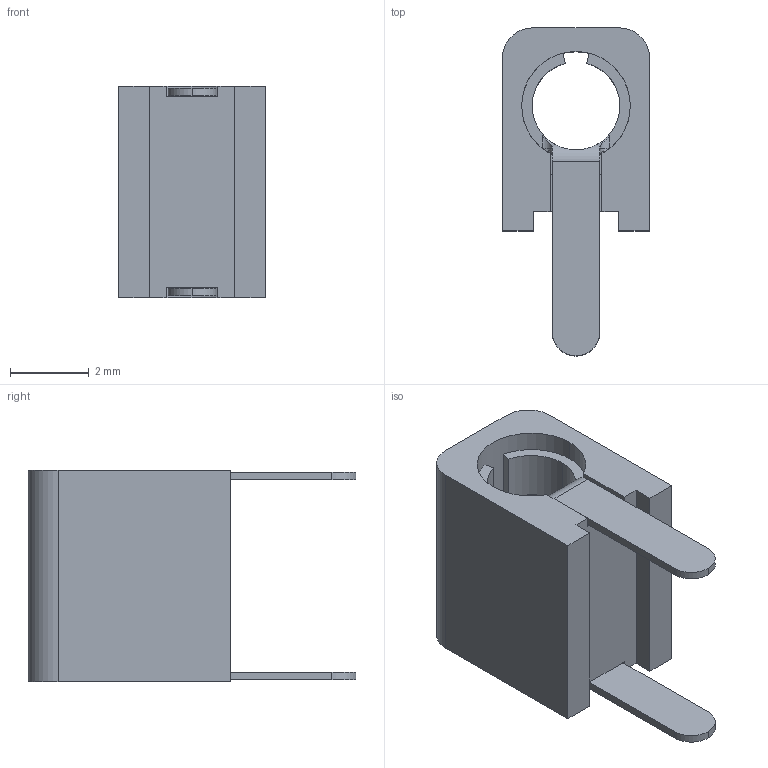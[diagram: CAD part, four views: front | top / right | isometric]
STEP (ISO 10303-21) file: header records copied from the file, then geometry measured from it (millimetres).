
FILE_DESCRIPTION (( 'STEP AP214' ), '1' );
FILE_NAME ('105-1102-001.STEP', '2018-10-23T21:21:31', ( '' ), ( '' ), 'SwSTEP 2.0', 'SolidWorks 2017', '' );
FILE_SCHEMA (( 'AUTOMOTIVE_DESIGN' ));
Length unit declared in the file: inch
Products named in the file (1): 105-1102-001
Bounding box: 3.73 x 8.33 x 5.38 mm (x, y, z)
Volume: 70.4 mm3; surface area: 243.5 mm2
Topology: 3 solids, 3 shells, 78 faces, 220 edges, 144 vertices
Faces by surface type: plane 40, cylinder 34, bspline 4
Entity records: 3035 total; most frequent: CARTESIAN_POINT 623, ORIENTED_EDGE 436, DIRECTION 404, EDGE_CURVE 218, VERTEX_POINT 144, AXIS2_PLACEMENT_3D 141, VECTOR 122, LINE 122
